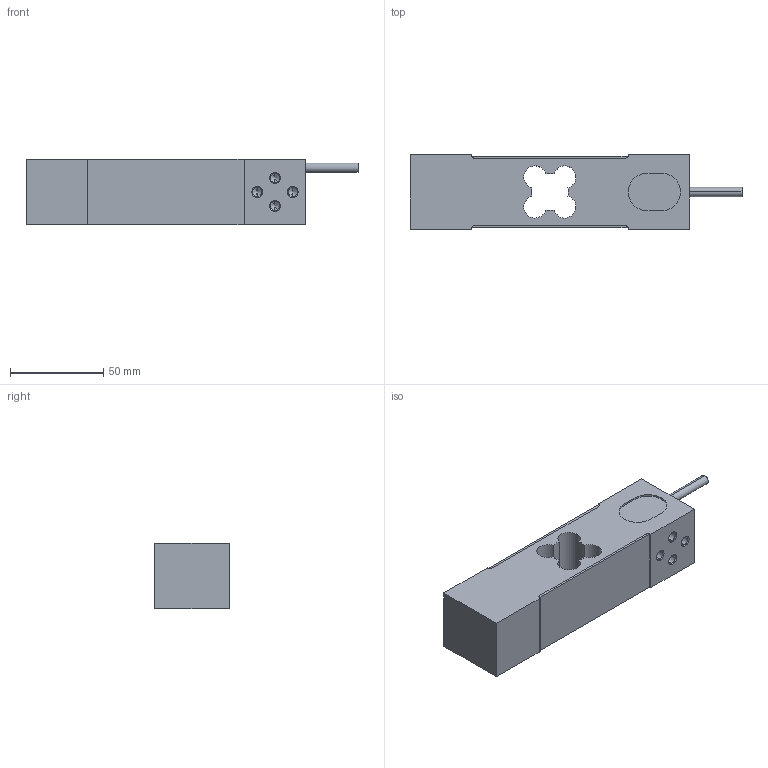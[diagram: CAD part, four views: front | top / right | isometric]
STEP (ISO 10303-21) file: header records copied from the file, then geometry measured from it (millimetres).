
FILE_DESCRIPTION (( 'STEP AP203' ), '1' );
FILE_NAME ('weight_sensor_FNL.STEP', '2020-11-26T06:21:34', ( '' ), ( '' ), 'SwSTEP 2.0', 'SolidWorks 2015', '' );
FILE_SCHEMA (( 'CONFIG_CONTROL_DESIGN' ));
Length unit declared in the file: millimetre
Products named in the file (1): weight_sensor_FNL
Bounding box: 178 x 40 x 35 mm (x, y, z)
Volume: 179717.1 mm3; surface area: 43566.7 mm2
Topology: 4 solids, 4 shells, 99 faces, 238 edges, 140 vertices
Faces by surface type: cylinder 40, cone 32, plane 27
Entity records: 2835 total; most frequent: DIRECTION 518, CARTESIAN_POINT 462, ORIENTED_EDGE 444, EDGE_CURVE 222, AXIS2_PLACEMENT_3D 196, VERTEX_POINT 140, LINE 126, VECTOR 126
